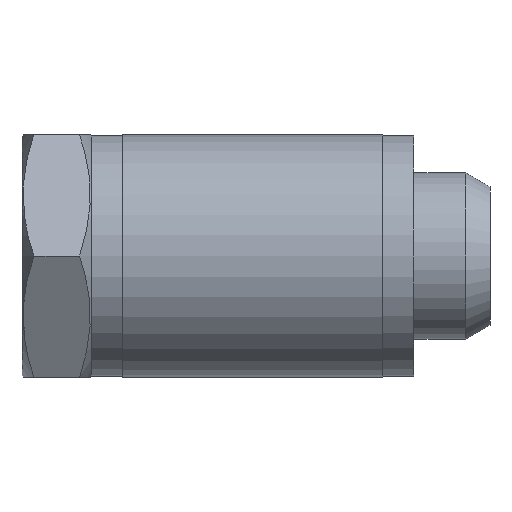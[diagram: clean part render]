
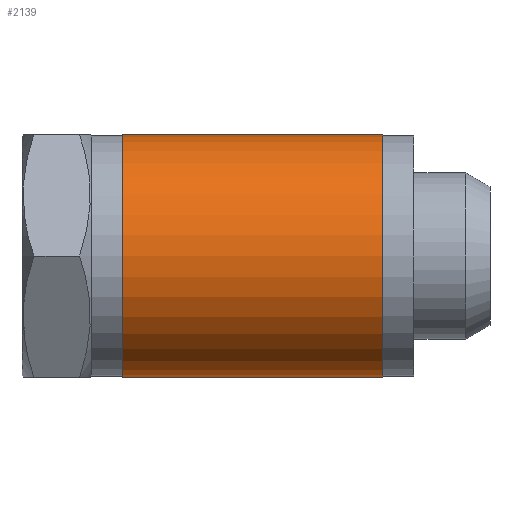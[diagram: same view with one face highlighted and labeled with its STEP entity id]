
A CAD part, left-side view. The second image highlights one B-rep face of the part: STEP entity #2139.
In plain terms, the highlighted cylindrical face has radius 7 mm (diameter 14 mm), a partial arc.
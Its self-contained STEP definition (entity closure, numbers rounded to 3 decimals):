
#408 = EDGE_CURVE ( 'NONE', #2312, #2314, #836, .T. ) ;
#559 = ORIENTED_EDGE ( 'NONE', *, *, #1030, .F. ) ;
#561 = ORIENTED_EDGE ( 'NONE', *, *, #408, .F. ) ;
#562 = ORIENTED_EDGE ( 'NONE', *, *, #1031, .F. ) ;
#563 = ORIENTED_EDGE ( 'NONE', *, *, #979, .T. ) ;
#836 = LINE ( 'NONE', #2829, #2084 ) ;
#837 = LINE ( 'NONE', #2867, #2082 ) ;
#931 = FACE_OUTER_BOUND ( 'NONE', #2187, .T. ) ;
#932 = CYLINDRICAL_SURFACE ( 'NONE', #1342, 7. ) ;
#979 = EDGE_CURVE ( 'NONE', #2313, #2315, #837, .T. ) ;
#1030 = EDGE_CURVE ( 'NONE', #2314, #2315, #1993, .T. ) ;
#1031 = EDGE_CURVE ( 'NONE', #2313, #2312, #1984, .T. ) ;
#1342 = AXIS2_PLACEMENT_3D ( 'NONE', #1501, #1502, #1503 ) ;
#1501 = CARTESIAN_POINT ( 'NONE',  ( 0., 28.786, 0. ) ) ;
#1502 = DIRECTION ( 'NONE',  ( 0., 1., 0. ) ) ;
#1503 = DIRECTION ( 'NONE',  ( 0., 0., 1. ) ) ;
#1587 = CARTESIAN_POINT ( 'NONE',  ( 0., 6.2, -7. ) ) ;
#1588 = CARTESIAN_POINT ( 'NONE',  ( 0., 6.2, 7. ) ) ;
#1589 = CARTESIAN_POINT ( 'NONE',  ( 0., 21.2, -7. ) ) ;
#1590 = CARTESIAN_POINT ( 'NONE',  ( 0., 21.2, 7. ) ) ;
#1983 = AXIS2_PLACEMENT_3D ( 'NONE', #2477, #2478, #2479 ) ;
#1984 = CIRCLE ( 'NONE', #1983, 7. ) ;
#1985 = AXIS2_PLACEMENT_3D ( 'NONE', #2474, #2475, #2476 ) ;
#1993 = CIRCLE ( 'NONE', #1985, 7. ) ;
#2082 = VECTOR ( 'NONE', #2868, 1000. ) ;
#2084 = VECTOR ( 'NONE', #2830, 1000. ) ;
#2139 = ADVANCED_FACE ( 'NONE', ( #931 ), #932, .T. ) ;
#2187 = EDGE_LOOP ( 'NONE', ( #561, #562, #563, #559 ) ) ;
#2312 = VERTEX_POINT ( 'NONE', #1587 ) ;
#2313 = VERTEX_POINT ( 'NONE', #1588 ) ;
#2314 = VERTEX_POINT ( 'NONE', #1589 ) ;
#2315 = VERTEX_POINT ( 'NONE', #1590 ) ;
#2474 = CARTESIAN_POINT ( 'NONE',  ( 0., 21.2, 0. ) ) ;
#2475 = DIRECTION ( 'NONE',  ( 0., 1., 0. ) ) ;
#2476 = DIRECTION ( 'NONE',  ( 0., 0., 1. ) ) ;
#2477 = CARTESIAN_POINT ( 'NONE',  ( 0., 6.2, 0. ) ) ;
#2478 = DIRECTION ( 'NONE',  ( 0., -1., 0. ) ) ;
#2479 = DIRECTION ( 'NONE',  ( 0., 0., -1. ) ) ;
#2829 = CARTESIAN_POINT ( 'NONE',  ( 0., 28.786, -7. ) ) ;
#2830 = DIRECTION ( 'NONE',  ( 0., 1., 0. ) ) ;
#2867 = CARTESIAN_POINT ( 'NONE',  ( 0., 28.786, 7. ) ) ;
#2868 = DIRECTION ( 'NONE',  ( 0., 1., 0. ) ) ;
